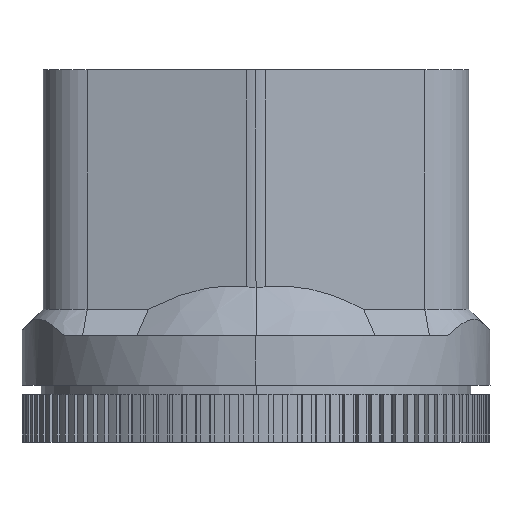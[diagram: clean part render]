
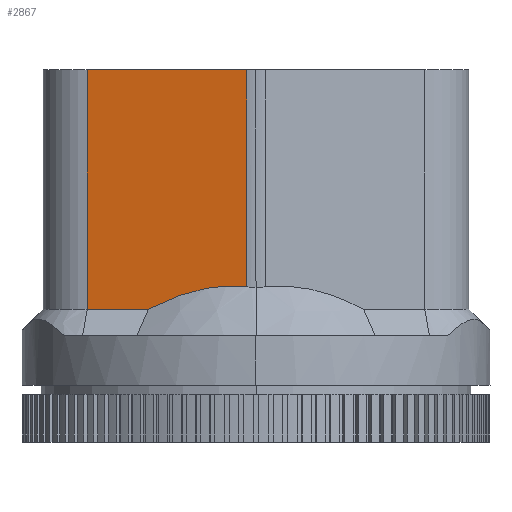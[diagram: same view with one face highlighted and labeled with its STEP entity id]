
A CAD part, left-side view. The second image highlights one B-rep face of the part: STEP entity #2867.
In plain terms, the highlighted planar face has unit normal (-0.985, 0.174, 0).
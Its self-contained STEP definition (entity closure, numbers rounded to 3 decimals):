
#342 = ORIENTED_EDGE ( 'NONE', *, *, #13236, .T. ) ;
#846 = CARTESIAN_POINT ( 'NONE',  ( -182.314, 64.476, -10.833 ) ) ;
#924 = CARTESIAN_POINT ( 'NONE',  ( -181.211, 70.729, -12.422 ) ) ;
#1419 = VECTOR ( 'NONE', #6010, 1000. ) ;
#1741 = LINE ( 'NONE', #2954, #6310 ) ;
#1829 = PLANE ( 'NONE',  #3837 ) ;
#1978 = CARTESIAN_POINT ( 'NONE',  ( -183.445, 58.062, 30. ) ) ;
#2867 = ADVANCED_FACE ( 'NONE', ( #2971 ), #1829, .F. ) ;
#2895 = VECTOR ( 'NONE', #11960, 1000. ) ;
#2954 = CARTESIAN_POINT ( 'NONE',  ( -183.445, 58.062, 30. ) ) ;
#2969 = CARTESIAN_POINT ( 'NONE',  ( -183.16, 59.681, -10.623 ) ) ;
#2971 = FACE_OUTER_BOUND ( 'NONE', #12475, .T. ) ;
#3133 = CARTESIAN_POINT ( 'NONE',  ( -181.079, 71.481, -12.699 ) ) ;
#3135 = DIRECTION ( 'NONE',  ( 0., 0., -1. ) ) ;
#3326 = LINE ( 'NONE', #8137, #12914 ) ;
#3720 = CARTESIAN_POINT ( 'NONE',  ( -178.155, 88.062, -30. ) ) ;
#3792 = LINE ( 'NONE', #3720, #1419 ) ;
#3837 = AXIS2_PLACEMENT_3D ( 'NONE', #14573, #13591, #3135 ) ;
#4060 = CARTESIAN_POINT ( 'NONE',  ( -180.183, 76.56, -15. ) ) ;
#4448 = CARTESIAN_POINT ( 'NONE',  ( -181.482, 69.195, -11.924 ) ) ;
#4475 = EDGE_CURVE ( 'NONE', #6799, #8807, #1741, .T. ) ;
#4972 = EDGE_CURVE ( 'NONE', #6047, #11400, #3326, .T. ) ;
#5116 = EDGE_CURVE ( 'NONE', #9848, #8807, #11096, .T. ) ;
#5358 = CARTESIAN_POINT ( 'NONE',  ( -182.035, 66.059, -11.098 ) ) ;
#6010 = DIRECTION ( 'NONE',  ( 0., 0., -1. ) ) ;
#6047 = VERTEX_POINT ( 'NONE', #14330 ) ;
#6310 = VECTOR ( 'NONE', #14558, 1000. ) ;
#6462 = B_SPLINE_CURVE_WITH_KNOTS ( 'NONE', 3,
 ( #8942, #7566, #13587, #3133, #924, #13432, #4448, #6641, #11322, #5358, #846, #12219, #2969, #12294 ),
 .UNSPECIFIED., .F., .F.,
 ( 4, 2, 2, 2, 2, 2, 4 ),
 ( 0.014, 0.019, 0.021, 0.022, 0.023, 0.028, 0.033 ),
 .UNSPECIFIED. ) ;
#6641 = CARTESIAN_POINT ( 'NONE',  ( -181.619, 68.416, -11.697 ) ) ;
#6799 = VERTEX_POINT ( 'NONE', #14415 ) ;
#7566 = CARTESIAN_POINT ( 'NONE',  ( -180.432, 75.148, -14.267 ) ) ;
#7660 = ORIENTED_EDGE ( 'NONE', *, *, #4972, .T. ) ;
#8137 = CARTESIAN_POINT ( 'NONE',  ( -186.698, 39.612, -15. ) ) ;
#8226 = CARTESIAN_POINT ( 'NONE',  ( -178.155, 88.062, 30. ) ) ;
#8435 = DIRECTION ( 'NONE',  ( -0.174, -0.985, 0. ) ) ;
#8807 = VERTEX_POINT ( 'NONE', #1978 ) ;
#8846 = EDGE_CURVE ( 'NONE', #11400, #6799, #6462, .T. ) ;
#8942 = CARTESIAN_POINT ( 'NONE',  ( -180.183, 76.56, -15. ) ) ;
#9848 = VERTEX_POINT ( 'NONE', #8226 ) ;
#11096 = LINE ( 'NONE', #13365, #2895 ) ;
#11129 = ORIENTED_EDGE ( 'NONE', *, *, #8846, .T. ) ;
#11322 = CARTESIAN_POINT ( 'NONE',  ( -181.689, 68.023, -11.59 ) ) ;
#11400 = VERTEX_POINT ( 'NONE', #4060 ) ;
#11450 = ORIENTED_EDGE ( 'NONE', *, *, #5116, .F. ) ;
#11960 = DIRECTION ( 'NONE',  ( -0.174, -0.985, 0. ) ) ;
#12219 = CARTESIAN_POINT ( 'NONE',  ( -182.876, 61.287, -10.595 ) ) ;
#12294 = CARTESIAN_POINT ( 'NONE',  ( -183.445, 58.062, -10.803 ) ) ;
#12475 = EDGE_LOOP ( 'NONE', ( #342, #7660, #11129, #14498, #11450 ) ) ;
#12914 = VECTOR ( 'NONE', #8435, 1000. ) ;
#13236 = EDGE_CURVE ( 'NONE', #9848, #6047, #3792, .T. ) ;
#13365 = CARTESIAN_POINT ( 'NONE',  ( -187.843, 33.122, 30. ) ) ;
#13432 = CARTESIAN_POINT ( 'NONE',  ( -181.414, 69.581, -12.044 ) ) ;
#13587 = CARTESIAN_POINT ( 'NONE',  ( -180.686, 73.707, -13.591 ) ) ;
#13591 = DIRECTION ( 'NONE',  ( 0.985, -0.174, 0. ) ) ;
#14330 = CARTESIAN_POINT ( 'NONE',  ( -178.155, 88.062, -15. ) ) ;
#14415 = CARTESIAN_POINT ( 'NONE',  ( -183.445, 58.062, -10.803 ) ) ;
#14498 = ORIENTED_EDGE ( 'NONE', *, *, #4475, .T. ) ;
#14558 = DIRECTION ( 'NONE',  ( 0., 0., 1. ) ) ;
#14573 = CARTESIAN_POINT ( 'NONE',  ( -186.698, 39.612, 30. ) ) ;
